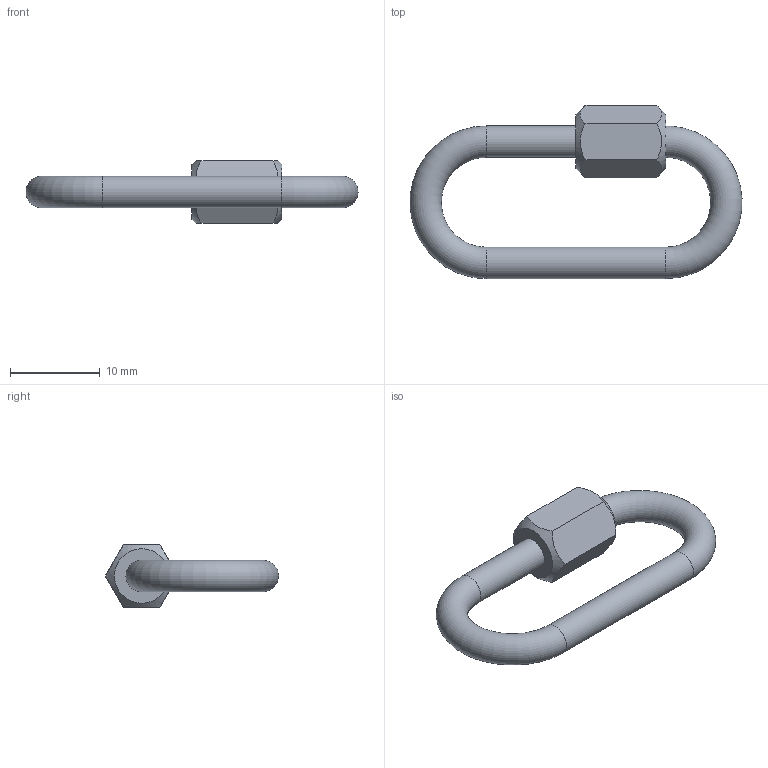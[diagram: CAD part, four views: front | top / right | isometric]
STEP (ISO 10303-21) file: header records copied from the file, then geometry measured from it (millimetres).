
FILE_DESCRIPTION (( 'STEP AP203' ), '1' );
FILE_NAME ('CLP1P-KV-4 Êàðàáèí âèíòîâîé 3 ìì.STEP', '2016-03-03T09:04:47', ( '' ), ( '' ), 'SwSTEP 2.0', 'SolidWorks 2014', '' );
FILE_SCHEMA (( 'CONFIG_CONTROL_DESIGN' ));
Length unit declared in the file: millimetre
Products named in the file (1): CLP1P-KV-4 Êàðàáèí âèíòîâîé 3 ìì
Bounding box: 36.98 x 19.29 x 7 mm (x, y, z)
Volume: 1111.7 mm3; surface area: 1084.2 mm2
Topology: 1 solids, 1 shells, 14 faces, 33 edges, 21 vertices
Faces by surface type: plane 8, cylinder 2, torus 2, cone 2
Full cylindrical faces by diameter (mm): 3.5 x2
Entity records: 541 total; most frequent: CARTESIAN_POINT 191, DIRECTION 50, ORIENTED_EDGE 50, EDGE_CURVE 25, EDGE_LOOP 22, AXIS2_PLACEMENT_3D 22, VERTEX_POINT 19, FACE_OUTER_BOUND 18
